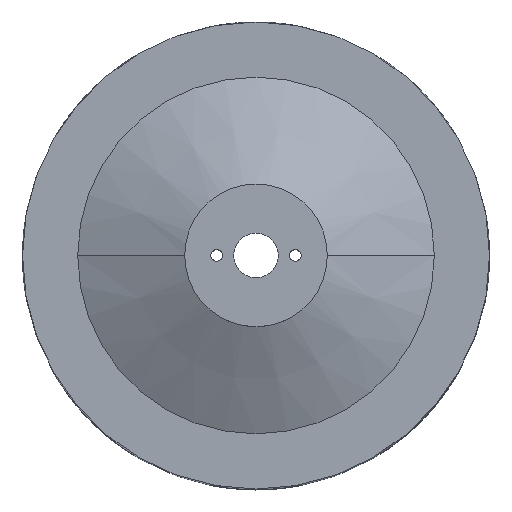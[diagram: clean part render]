
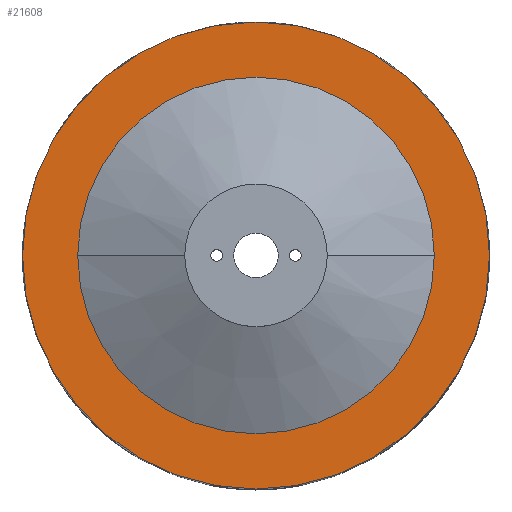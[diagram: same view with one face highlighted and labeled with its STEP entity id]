
A CAD part, top view. The second image highlights one B-rep face of the part: STEP entity #21608.
In plain terms, the highlighted planar face has unit normal (0, 0, 1).
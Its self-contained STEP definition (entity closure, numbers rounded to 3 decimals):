
#1212 = CIRCLE ( 'NONE', #5374, 50.023 ) ;
#1327 = AXIS2_PLACEMENT_3D ( 'NONE', #15155, #21874, #12406 ) ;
#2076 = CARTESIAN_POINT ( 'NONE',  ( 0., 0., 5. ) ) ;
#2160 = CARTESIAN_POINT ( 'NONE',  ( -65.5, 0., 5. ) ) ;
#2319 = CARTESIAN_POINT ( 'NONE',  ( 0., 0., 5. ) ) ;
#2703 = CARTESIAN_POINT ( 'NONE',  ( -50.023, 0., 5. ) ) ;
#3225 = CIRCLE ( 'NONE', #23673, 65.5 ) ;
#3343 = DIRECTION ( 'NONE',  ( 0., 0., 1. ) ) ;
#3604 = FACE_OUTER_BOUND ( 'NONE', #11574, .T. ) ;
#5374 = AXIS2_PLACEMENT_3D ( 'NONE', #2319, #10772, #11199 ) ;
#8022 = EDGE_CURVE ( 'NONE', #27433, #17946, #1212, .T. ) ;
#8227 = ORIENTED_EDGE ( 'NONE', *, *, #14672, .T. ) ;
#8670 = DIRECTION ( 'NONE',  ( 1., 0., 0. ) ) ;
#9183 = ORIENTED_EDGE ( 'NONE', *, *, #16094, .T. ) ;
#10375 = DIRECTION ( 'NONE',  ( 0., 0., 1. ) ) ;
#10531 = VERTEX_POINT ( 'NONE', #17436 ) ;
#10772 = DIRECTION ( 'NONE',  ( 0., 0., -1. ) ) ;
#11004 = CARTESIAN_POINT ( 'NONE',  ( 0., 0., 5. ) ) ;
#11199 = DIRECTION ( 'NONE',  ( 1., 0., 0. ) ) ;
#11373 = VERTEX_POINT ( 'NONE', #2160 ) ;
#11574 = EDGE_LOOP ( 'NONE', ( #9183, #8227 ) ) ;
#12406 = DIRECTION ( 'NONE',  ( 1., 0., 0. ) ) ;
#12623 = FACE_BOUND ( 'NONE', #19124, .T. ) ;
#13456 = CIRCLE ( 'NONE', #19988, 65.5 ) ;
#14672 = EDGE_CURVE ( 'NONE', #11373, #10531, #3225, .T. ) ;
#15155 = CARTESIAN_POINT ( 'NONE',  ( 0., 0., 5. ) ) ;
#16094 = EDGE_CURVE ( 'NONE', #10531, #11373, #13456, .T. ) ;
#17204 = DIRECTION ( 'NONE',  ( 1., 0., 0. ) ) ;
#17436 = CARTESIAN_POINT ( 'NONE',  ( 65.5, 0., 5. ) ) ;
#17946 = VERTEX_POINT ( 'NONE', #2703 ) ;
#19124 = EDGE_LOOP ( 'NONE', ( #19604, #27683 ) ) ;
#19604 = ORIENTED_EDGE ( 'NONE', *, *, #20850, .T. ) ;
#19988 = AXIS2_PLACEMENT_3D ( 'NONE', #11004, #3343, #8670 ) ;
#20850 = EDGE_CURVE ( 'NONE', #17946, #27433, #26420, .T. ) ;
#20878 = AXIS2_PLACEMENT_3D ( 'NONE', #23697, #28484, #21375 ) ;
#21375 = DIRECTION ( 'NONE',  ( 1., 0., 0. ) ) ;
#21608 = ADVANCED_FACE ( 'NONE', ( #12623, #3604 ), #21663, .T. ) ;
#21663 = PLANE ( 'NONE',  #20878 ) ;
#21874 = DIRECTION ( 'NONE',  ( 0., 0., -1. ) ) ;
#23673 = AXIS2_PLACEMENT_3D ( 'NONE', #2076, #10375, #17204 ) ;
#23697 = CARTESIAN_POINT ( 'NONE',  ( 0., 0., 5. ) ) ;
#26420 = CIRCLE ( 'NONE', #1327, 50.023 ) ;
#27433 = VERTEX_POINT ( 'NONE', #28452 ) ;
#27683 = ORIENTED_EDGE ( 'NONE', *, *, #8022, .T. ) ;
#28452 = CARTESIAN_POINT ( 'NONE',  ( 50.023, 0., 5. ) ) ;
#28484 = DIRECTION ( 'NONE',  ( 0., 0., 1. ) ) ;
